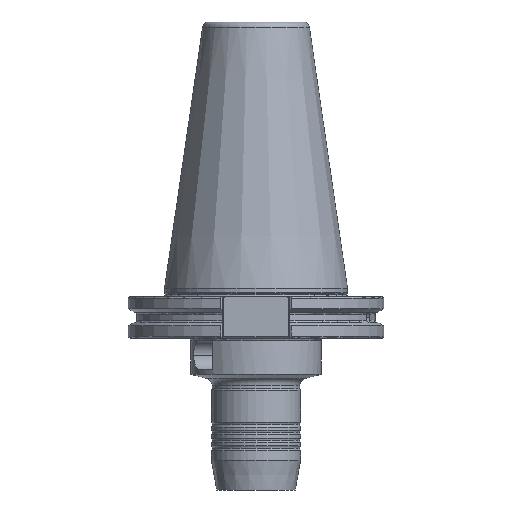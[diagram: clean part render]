
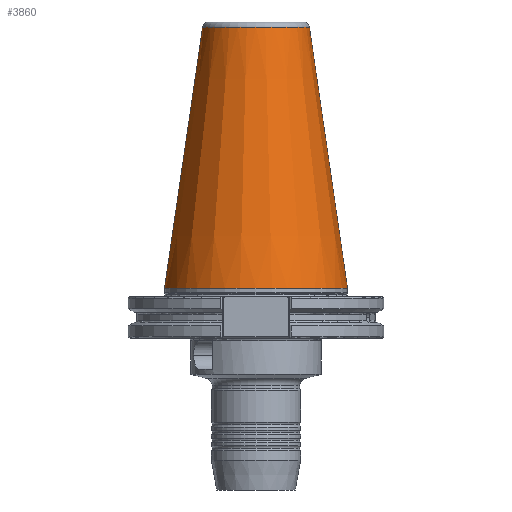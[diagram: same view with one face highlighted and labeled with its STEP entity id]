
A CAD part, front view. The second image highlights one B-rep face of the part: STEP entity #3860.
In plain terms, the highlighted conical face has half-angle 8.297 degrees and reference radius 20.108 mm.
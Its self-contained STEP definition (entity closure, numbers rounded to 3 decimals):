
#50 = ORIENTED_EDGE ( 'NONE', *, *, #8882, .T. ) ;
#336 = DIRECTION ( 'NONE',  ( 0., 0., -1. ) ) ;
#613 = LINE ( 'NONE', #6088, #4314 ) ;
#1015 = AXIS2_PLACEMENT_3D ( 'NONE', #4496, #336, #5183 ) ;
#1135 = VECTOR ( 'NONE', #7335, 1000. ) ;
#1353 = EDGE_CURVE ( 'NONE', #5605, #2583, #8753, .T. ) ;
#1484 = EDGE_CURVE ( 'NONE', #5605, #7219, #613, .T. ) ;
#1527 = AXIS2_PLACEMENT_3D ( 'NONE', #2117, #4804, #3234 ) ;
#1848 = CARTESIAN_POINT ( 'NONE',  ( -20.108, 0., 101.6 ) ) ;
#2117 = CARTESIAN_POINT ( 'NONE',  ( 0., 0., 101.6 ) ) ;
#2249 = CONICAL_SURFACE ( 'NONE', #1527, 20.108, 0.145 ) ;
#2353 = CARTESIAN_POINT ( 'NONE',  ( 34.925, 0., 0. ) ) ;
#2437 = EDGE_LOOP ( 'NONE', ( #4553, #6330, #50, #5456 ) ) ;
#2583 = VERTEX_POINT ( 'NONE', #4861 ) ;
#2974 = LINE ( 'NONE', #1848, #1135 ) ;
#3174 = DIRECTION ( 'NONE',  ( 1., 0., 0. ) ) ;
#3194 = DIRECTION ( 'NONE',  ( 0., 0., -1. ) ) ;
#3207 = CARTESIAN_POINT ( 'NONE',  ( 0., 0., 99.675 ) ) ;
#3234 = DIRECTION ( 'NONE',  ( -1., 0., 0. ) ) ;
#3856 = VERTEX_POINT ( 'NONE', #6510 ) ;
#3860 = ADVANCED_FACE ( 'NONE', ( #8314 ), #2249, .T. ) ;
#4314 = VECTOR ( 'NONE', #5354, 1000. ) ;
#4496 = CARTESIAN_POINT ( 'NONE',  ( 0., 0., 0. ) ) ;
#4553 = ORIENTED_EDGE ( 'NONE', *, *, #1484, .F. ) ;
#4804 = DIRECTION ( 'NONE',  ( 0., 0., -1. ) ) ;
#4861 = CARTESIAN_POINT ( 'NONE',  ( -20.389, 0., 99.675 ) ) ;
#5183 = DIRECTION ( 'NONE',  ( -1., 0., 0. ) ) ;
#5354 = DIRECTION ( 'NONE',  ( 0.144, 0., -0.99 ) ) ;
#5380 = CIRCLE ( 'NONE', #1015, 34.925 ) ;
#5456 = ORIENTED_EDGE ( 'NONE', *, *, #6780, .F. ) ;
#5605 = VERTEX_POINT ( 'NONE', #8662 ) ;
#6088 = CARTESIAN_POINT ( 'NONE',  ( 20.108, 0., 101.6 ) ) ;
#6330 = ORIENTED_EDGE ( 'NONE', *, *, #1353, .T. ) ;
#6510 = CARTESIAN_POINT ( 'NONE',  ( -34.925, 0., 0. ) ) ;
#6780 = EDGE_CURVE ( 'NONE', #7219, #3856, #5380, .T. ) ;
#7219 = VERTEX_POINT ( 'NONE', #2353 ) ;
#7335 = DIRECTION ( 'NONE',  ( -0.144, 0., -0.99 ) ) ;
#8004 = AXIS2_PLACEMENT_3D ( 'NONE', #3207, #3194, #3174 ) ;
#8314 = FACE_OUTER_BOUND ( 'NONE', #2437, .T. ) ;
#8662 = CARTESIAN_POINT ( 'NONE',  ( 20.389, 0., 99.675 ) ) ;
#8753 = CIRCLE ( 'NONE', #8004, 20.389 ) ;
#8882 = EDGE_CURVE ( 'NONE', #2583, #3856, #2974, .T. ) ;
